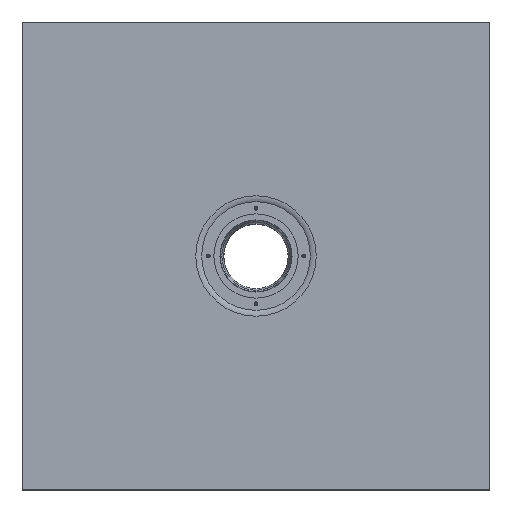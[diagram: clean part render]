
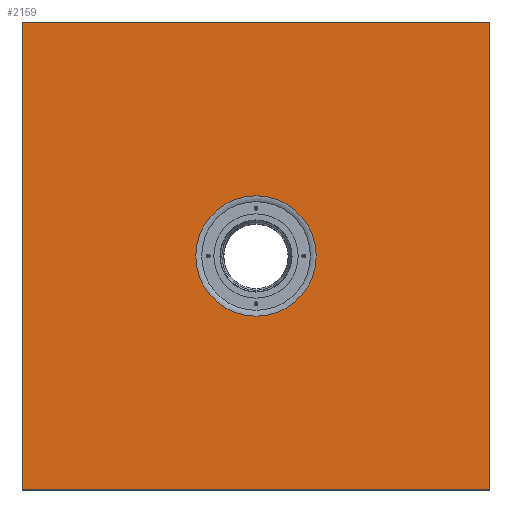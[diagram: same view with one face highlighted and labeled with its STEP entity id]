
A CAD part, top view. The second image highlights one B-rep face of the part: STEP entity #2159.
In plain terms, the highlighted planar face has unit normal (0, 0, 1).
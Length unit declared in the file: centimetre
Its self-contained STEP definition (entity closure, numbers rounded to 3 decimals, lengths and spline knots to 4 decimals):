
#156=LINE('',#4508,#229);
#160=LINE('',#4515,#233);
#163=LINE('',#4521,#236);
#164=LINE('',#4523,#237);
#229=VECTOR('',#3129,1.);
#233=VECTOR('',#3135,1.);
#236=VECTOR('',#3140,1.);
#237=VECTOR('',#3143,1.);
#308=FACE_BOUND('',#584,.T.);
#325=PLANE('',#2464);
#434=FACE_OUTER_BOUND('',#583,.T.);
#583=EDGE_LOOP('',(#1887,#1888,#1889,#1890));
#584=EDGE_LOOP('',(#1891));
#764=CIRCLE('',#2434,64.3137);
#977=VERTEX_POINT('',#4459);
#992=VERTEX_POINT('',#4505);
#993=VERTEX_POINT('',#4507);
#995=VERTEX_POINT('',#4513);
#997=VERTEX_POINT('',#4519);
#1271=EDGE_CURVE('',#977,#977,#764,.T.);
#1294=EDGE_CURVE('',#992,#993,#156,.T.);
#1298=EDGE_CURVE('',#995,#992,#160,.T.);
#1301=EDGE_CURVE('',#997,#995,#163,.T.);
#1302=EDGE_CURVE('',#993,#997,#164,.T.);
#1887=ORIENTED_EDGE('',*,*,#1294,.F.);
#1888=ORIENTED_EDGE('',*,*,#1298,.F.);
#1889=ORIENTED_EDGE('',*,*,#1301,.F.);
#1890=ORIENTED_EDGE('',*,*,#1302,.F.);
#1891=ORIENTED_EDGE('',*,*,#1271,.T.);
#2159=ADVANCED_FACE('',(#434,#308),#325,.F.);
#2434=AXIS2_PLACEMENT_3D('',#4460,#3069,#3070);
#2464=AXIS2_PLACEMENT_3D('',#4522,#3141,#3142);
#3069=DIRECTION('center_axis',(0.,0.,-1.));
#3070=DIRECTION('ref_axis',(1.,0.,0.));
#3129=DIRECTION('',(0.,-1.,0.));
#3135=DIRECTION('',(1.,0.,0.));
#3140=DIRECTION('',(0.,1.,0.));
#3141=DIRECTION('center_axis',(0.,0.,-1.));
#3142=DIRECTION('ref_axis',(-1.,0.,0.));
#3143=DIRECTION('',(-1.,0.,0.));
#4459=CARTESIAN_POINT('',(1008.9395,184.3313,128.));
#4460=CARTESIAN_POINT('Origin',(1008.9395,248.645,128.));
#4505=CARTESIAN_POINT('',(1258.9395,498.645,128.));
#4507=CARTESIAN_POINT('',(1258.9395,-1.355,128.));
#4508=CARTESIAN_POINT('',(1258.9395,248.645,128.));
#4513=CARTESIAN_POINT('',(758.9395,498.645,128.));
#4515=CARTESIAN_POINT('',(1008.9395,498.645,128.));
#4519=CARTESIAN_POINT('',(758.9395,-1.355,128.));
#4521=CARTESIAN_POINT('',(758.9395,248.645,128.));
#4522=CARTESIAN_POINT('Origin',(1008.9395,248.645,128.));
#4523=CARTESIAN_POINT('',(1008.9395,-1.355,128.));
